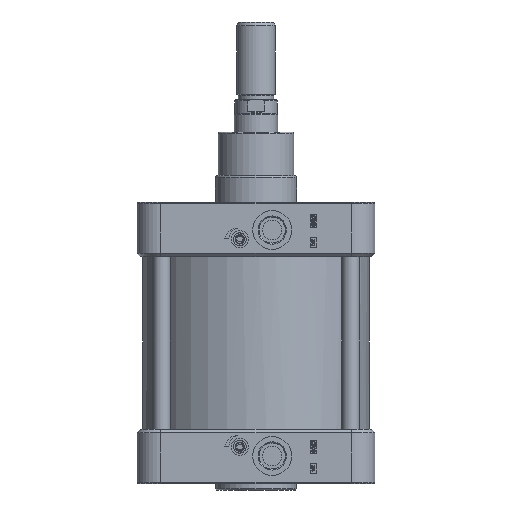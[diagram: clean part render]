
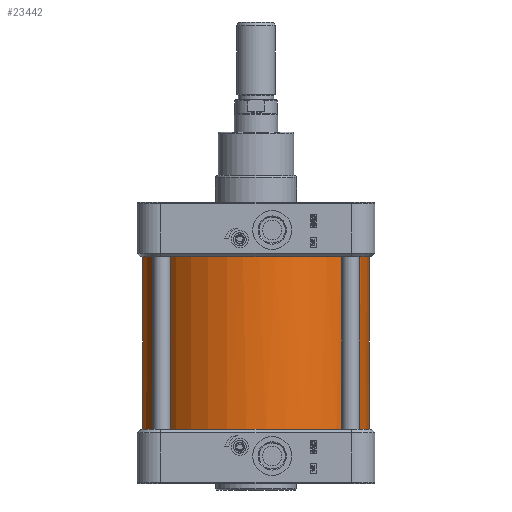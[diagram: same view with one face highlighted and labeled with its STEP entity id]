
A CAD part, front view. The second image highlights one B-rep face of the part: STEP entity #23442.
In plain terms, the highlighted cylindrical face has radius 105 mm (diameter 210 mm), a full revolution.
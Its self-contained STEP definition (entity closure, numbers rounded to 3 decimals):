
#9097=CARTESIAN_POINT('',(-27.0,-101.469,-80.0));
#9098=VERTEX_POINT('',#9097);
#9099=CARTESIAN_POINT('',(0.0,0.0,-80.0));
#9100=DIRECTION('',(0.0,0.0,1.0));
#9101=DIRECTION('',(-1.0,0.0,0.0));
#9102=AXIS2_PLACEMENT_3D('',#9099,#9100,#9101);
#9103=CIRCLE('',#9102,105.0);
#9104=EDGE_CURVE('',#9098,#9098,#9103,.T.);
#23423=CARTESIAN_POINT('',(0.0,0.0,0.0));
#23424=DIRECTION('',(0.0,0.0,1.0));
#23425=DIRECTION('',(-1.0,0.0,0.0));
#23426=AXIS2_PLACEMENT_3D('',#23423,#23424,#23425);
#23427=CYLINDRICAL_SURFACE('',#23426,105.0);
#23428=ORIENTED_EDGE('',*,*,#9104,.T.);
#23429=EDGE_LOOP('',(#23428));
#23430=FACE_OUTER_BOUND('',#23429,.T.);
#23431=CARTESIAN_POINT('',(33.,-99.679,80.0));
#23432=VERTEX_POINT('',#23431);
#23433=CARTESIAN_POINT('',(0.0,0.0,80.0));
#23434=DIRECTION('',(0.0,0.0,-1.0));
#23435=DIRECTION('',(-1.0,0.0,0.0));
#23436=AXIS2_PLACEMENT_3D('',#23433,#23434,#23435);
#23437=CIRCLE('',#23436,105.0);
#23438=EDGE_CURVE('',#23432,#23432,#23437,.T.);
#23439=ORIENTED_EDGE('',*,*,#23438,.T.);
#23440=EDGE_LOOP('',(#23439));
#23441=FACE_BOUND('',#23440,.T.);
#23442=ADVANCED_FACE('',(#23430,#23441),#23427,.T.);
